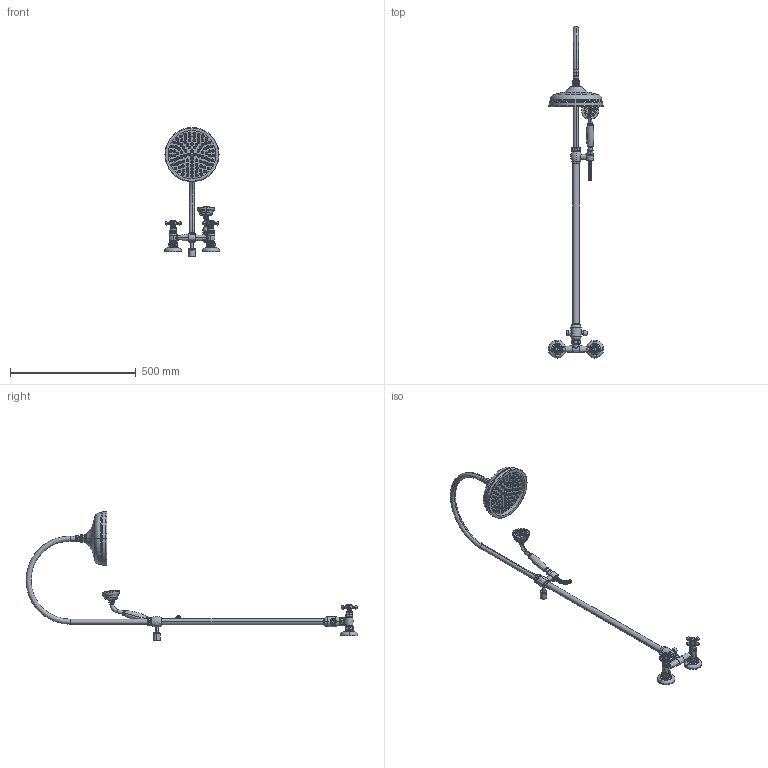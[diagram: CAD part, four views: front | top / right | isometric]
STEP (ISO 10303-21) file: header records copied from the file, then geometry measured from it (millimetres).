
FILE_DESCRIPTION((''),'2;1');
FILE_NAME('ZCOL201CR','2022-06-17T10:13:22',('ut3'),('PAFFONI SpA'),'CREO PARAMETRIC BY PTC INC, 2021404','CREO PARAMETRIC BY PTC INC, 2021404','');
FILE_SCHEMA(('CONFIG_CONTROL_DESIGN','SHAPE_APPEARANCE_LAYERS_GROUPS'));
Products named in the file (1): ZCOL201CR
Bounding box: 220 x 1317.9 x 512 mm (x, y, z)
Volume: 1873309.7 mm3; surface area: 512697.4 mm2
Topology: 9 solids, 13 shells, 3710 faces, 8906 edges, 5704 vertices
Faces by surface type: plane 1557, cylinder 1150, bspline 366, cone 325, torus 260, sphere 52
Entity records: 203989 total; most frequent: CARTESIAN_POINT 91403, DIRECTION 18139, ORIENTED_EDGE 17742, EDGE_CURVE 8871, AXIS2_PLACEMENT_3D 7316, VERTEX_POINT 5702, EDGE_LOOP 4355, CIRCLE 3971
